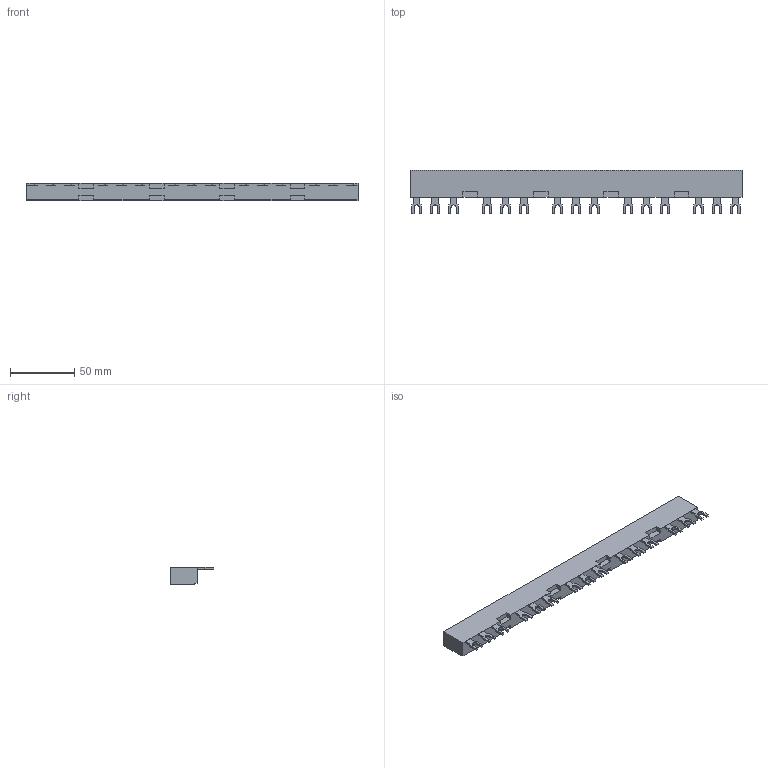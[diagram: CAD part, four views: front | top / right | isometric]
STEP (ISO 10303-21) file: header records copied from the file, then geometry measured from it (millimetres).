
FILE_DESCRIPTION(('STEP AP214'),'1');
FILE_NAME('cctmp_FC92B415-6149-409A-8746-3868D82CAAA6_2023_08_14_21_03_52_0337..stp','2023-08-14T19:03:52',('SIEMENS A&D'),('CADClick - www.CADClick.com'),'Spatial InterOp 3D postprocessed',' ','unknown authorization');
FILE_SCHEMA(('AUTOMOTIVE_DESIGN'));
Length unit declared in the file: millimetre
Products named in the file (1): 2023_08_14_21_03_52_0328
Bounding box: 259.2 x 34.2 x 13.5 mm (x, y, z)
Volume: 73304 mm3; surface area: 21357.2 mm2
Topology: 1 solids, 1 shells, 243 faces, 678 edges, 452 vertices
Faces by surface type: plane 228, cylinder 15
Entity records: 12940 total; most frequent: STYLED_ITEM 1374, PRESENTATION_STYLE_ASSIGNMENT 1374, CARTESIAN_POINT 1374, ORIENTED_EDGE 1356, DIRECTION 1196, EDGE_CURVE 678, CURVE_STYLE 678, DRAUGHTING_PRE_DEFINED_CURVE_FONT 678
